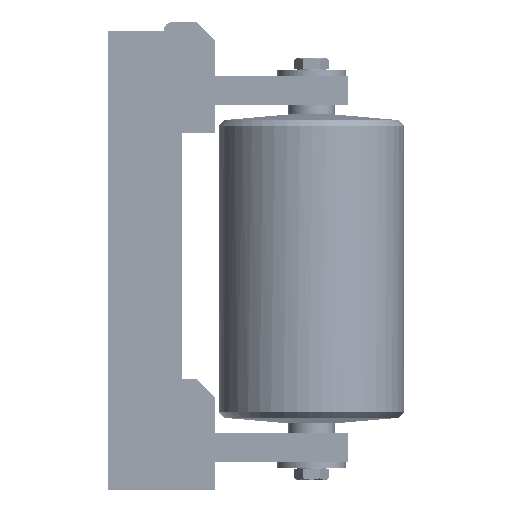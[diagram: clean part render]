
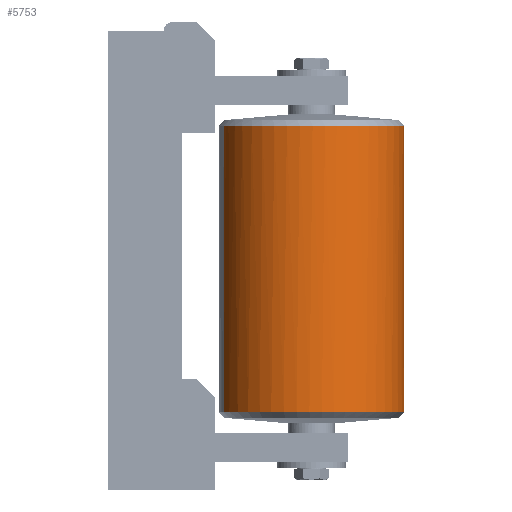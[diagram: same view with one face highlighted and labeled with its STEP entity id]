
A CAD part, left-side view. The second image highlights one B-rep face of the part: STEP entity #5753.
In plain terms, the highlighted free-form (B-spline) face has degree [2, 1] with [5, 2] control points.
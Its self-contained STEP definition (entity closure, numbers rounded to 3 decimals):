
#5363 = VERTEX_POINT('',#5364);
#5364 = CARTESIAN_POINT('',(73.098,-174.846,
    -56.663));
#5370 = VERTEX_POINT('',#5371);
#5371 = CARTESIAN_POINT('',(37.963,-69.489,
    -56.663));
#5411 = VERTEX_POINT('',#5412);
#5412 = CARTESIAN_POINT('',(37.963,-69.489,
    -228.764));
#5418 = VERTEX_POINT('',#5419);
#5419 = CARTESIAN_POINT('',(73.098,-174.846,
    -228.764));
#5732 = EDGE_CURVE('',#5411,#5370,#5733,.T.);
#5733 = B_SPLINE_CURVE_WITH_KNOTS('',1,(#5734,#5735),.UNSPECIFIED.,.F.,
  .F.,(2,2),(22.52,177.48),.PIECEWISE_BEZIER_KNOTS.);
#5734 = CARTESIAN_POINT('',(37.963,-69.489,
    -228.764));
#5735 = CARTESIAN_POINT('',(37.963,-69.489,
    -56.663));
#5738 = EDGE_CURVE('',#5418,#5363,#5739,.T.);
#5739 = B_SPLINE_CURVE_WITH_KNOTS('',1,(#5740,#5741),.UNSPECIFIED.,.F.,
  .F.,(2,2),(22.52,177.48),.PIECEWISE_BEZIER_KNOTS.);
#5740 = CARTESIAN_POINT('',(73.098,-174.846,
    -228.764));
#5741 = CARTESIAN_POINT('',(73.098,-174.846,
    -56.663));
#5753 = ADVANCED_FACE('',(#5754),#5774,.T.);
#5754 = FACE_BOUND('',#5755,.T.);
#5755 = EDGE_LOOP('',(#5756,#5757,#5765,#5766));
#5756 = ORIENTED_EDGE('',*,*,#5732,.F.);
#5757 = ORIENTED_EDGE('',*,*,#5758,.T.);
#5758 = EDGE_CURVE('',#5411,#5418,#5759,.T.);
#5759 = ( BOUNDED_CURVE() B_SPLINE_CURVE(2,(#5760,#5761,#5762,#5763,
#5764),.UNSPECIFIED.,.F.,.F.) B_SPLINE_CURVE_WITH_KNOTS((3,2,3),(0.,
1.571,3.142),.PIECEWISE_BEZIER_KNOTS.) CURVE() 
GEOMETRIC_REPRESENTATION_ITEM() RATIONAL_B_SPLINE_CURVE((1.,
0.707,1.,0.707,1.)) REPRESENTATION_ITEM('') );
#5760 = CARTESIAN_POINT('',(37.963,-69.489,
    -228.764));
#5761 = CARTESIAN_POINT('',(-14.715,-87.056,
    -228.764));
#5762 = CARTESIAN_POINT('',(2.852,-139.735,
    -228.764));
#5763 = CARTESIAN_POINT('',(20.419,-192.413,
    -228.764));
#5764 = CARTESIAN_POINT('',(73.098,-174.846,
    -228.764));
#5765 = ORIENTED_EDGE('',*,*,#5738,.T.);
#5766 = ORIENTED_EDGE('',*,*,#5767,.T.);
#5767 = EDGE_CURVE('',#5363,#5370,#5768,.T.);
#5768 = ( BOUNDED_CURVE() B_SPLINE_CURVE(2,(#5769,#5770,#5771,#5772,
#5773),.UNSPECIFIED.,.F.,.F.) B_SPLINE_CURVE_WITH_KNOTS((3,2,3),(0.,
1.571,3.142),.PIECEWISE_BEZIER_KNOTS.) CURVE() 
GEOMETRIC_REPRESENTATION_ITEM() RATIONAL_B_SPLINE_CURVE((1.,
0.707,1.,0.707,1.)) REPRESENTATION_ITEM('') );
#5769 = CARTESIAN_POINT('',(73.098,-174.846,
    -56.663));
#5770 = CARTESIAN_POINT('',(20.419,-192.413,
    -56.663));
#5771 = CARTESIAN_POINT('',(2.852,-139.735,
    -56.663));
#5772 = CARTESIAN_POINT('',(-14.715,-87.056,
    -56.663));
#5773 = CARTESIAN_POINT('',(37.963,-69.489,
    -56.663));
#5774 = ( BOUNDED_SURFACE() B_SPLINE_SURFACE(2,1,(
    (#5775,#5776)
    ,(#5777,#5778)
    ,(#5779,#5780)
    ,(#5781,#5782)
    ,(#5783,#5784
)),.UNSPECIFIED.,.F.,.F.,.F.) B_SPLINE_SURFACE_WITH_KNOTS((3,2,3),(2,2),
  (3.142,4.712,6.283),(22.52,177.48),
.PIECEWISE_BEZIER_KNOTS.) GEOMETRIC_REPRESENTATION_ITEM() 
RATIONAL_B_SPLINE_SURFACE((
    (1.,1.)
    ,(0.707,0.707)
    ,(1.,1.)
    ,(0.707,0.707)
,(1.,1.))) REPRESENTATION_ITEM('') SURFACE() );
#5775 = CARTESIAN_POINT('',(37.963,-69.489,
    -228.764));
#5776 = CARTESIAN_POINT('',(37.963,-69.489,
    -56.663));
#5777 = CARTESIAN_POINT('',(-14.715,-87.056,
    -228.764));
#5778 = CARTESIAN_POINT('',(-14.715,-87.056,
    -56.663));
#5779 = CARTESIAN_POINT('',(2.852,-139.735,
    -228.764));
#5780 = CARTESIAN_POINT('',(2.852,-139.735,
    -56.663));
#5781 = CARTESIAN_POINT('',(20.419,-192.413,
    -228.764));
#5782 = CARTESIAN_POINT('',(20.419,-192.413,
    -56.663));
#5783 = CARTESIAN_POINT('',(73.098,-174.846,
    -228.764));
#5784 = CARTESIAN_POINT('',(73.098,-174.846,
    -56.663));
